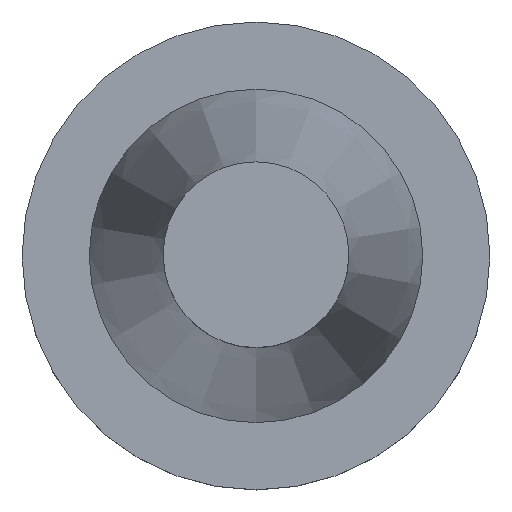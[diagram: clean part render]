
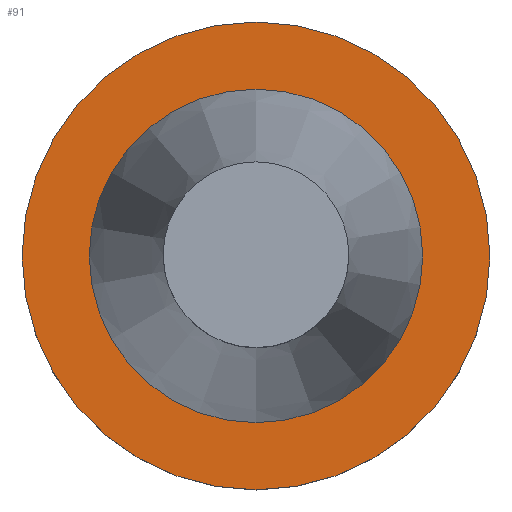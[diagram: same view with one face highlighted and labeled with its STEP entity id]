
A CAD part, top view. The second image highlights one B-rep face of the part: STEP entity #91.
In plain terms, the highlighted planar face has unit normal (0, 0, 1).
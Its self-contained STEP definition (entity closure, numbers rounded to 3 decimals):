
#54=FACE_BOUND('',#129,.T.);
#55=FACE_BOUND('',#130,.T.);
#91=ADVANCED_FACE('',(#54,#55),#104,.F.);
#104=PLANE('',#311);
#129=EDGE_LOOP('',(#159));
#130=EDGE_LOOP('',(#160,#161));
#159=ORIENTED_EDGE('',*,*,#231,.F.);
#160=ORIENTED_EDGE('',*,*,#232,.T.);
#161=ORIENTED_EDGE('',*,*,#233,.T.);
#206=VERTEX_POINT('',#446);
#207=VERTEX_POINT('',#449);
#208=VERTEX_POINT('',#450);
#231=EDGE_CURVE('',#206,#206,#258,.T.);
#232=EDGE_CURVE('',#207,#208,#259,.T.);
#233=EDGE_CURVE('',#208,#207,#260,.T.);
#258=CIRCLE('',#307,31.5);
#259=CIRCLE('',#309,22.458);
#260=CIRCLE('',#310,22.458);
#307=AXIS2_PLACEMENT_3D('',#445,#364,#365);
#309=AXIS2_PLACEMENT_3D('',#448,#368,#369);
#310=AXIS2_PLACEMENT_3D('',#451,#370,#371);
#311=AXIS2_PLACEMENT_3D('',#452,#372,#373);
#364=DIRECTION('',(0.,0.,-1.));
#365=DIRECTION('',(-1.,0.,0.));
#368=DIRECTION('',(0.,0.,-1.));
#369=DIRECTION('',(-1.,0.,0.));
#370=DIRECTION('',(0.,0.,-1.));
#371=DIRECTION('',(-1.,0.,0.));
#372=DIRECTION('',(0.,0.,-1.));
#373=DIRECTION('',(0.,1.,0.));
#445=CARTESIAN_POINT('',(0.,0.,-1.6));
#446=CARTESIAN_POINT('',(-31.5,0.,-1.6));
#448=CARTESIAN_POINT('',(0.,0.,-1.6));
#449=CARTESIAN_POINT('',(0.,22.458,-1.6));
#450=CARTESIAN_POINT('',(0.,-22.458,-1.6));
#451=CARTESIAN_POINT('',(0.,0.,-1.6));
#452=CARTESIAN_POINT('',(0.,0.,-1.6));
